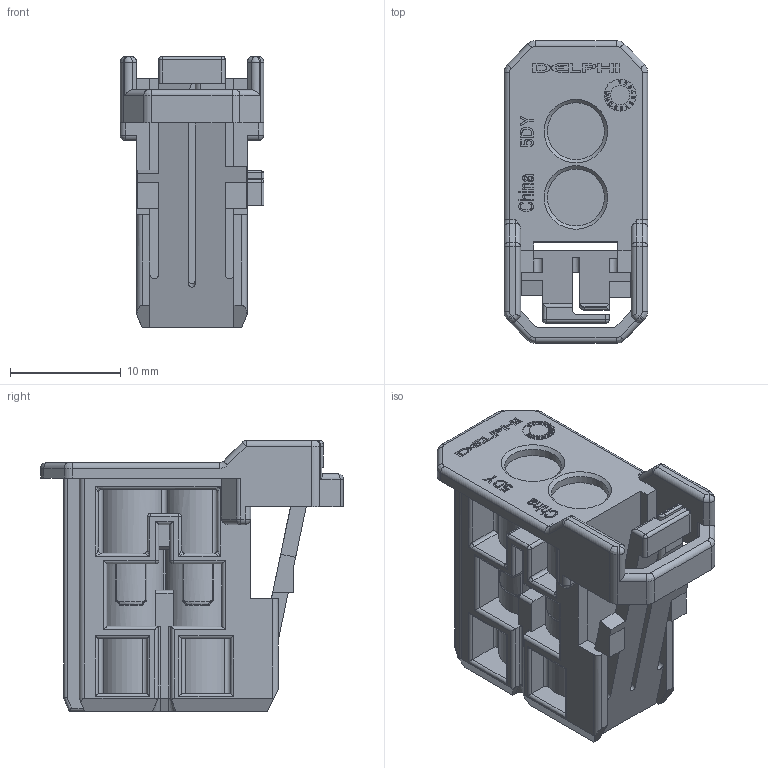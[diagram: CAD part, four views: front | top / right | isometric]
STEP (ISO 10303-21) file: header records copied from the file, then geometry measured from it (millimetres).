
FILE_DESCRIPTION(/* description */ (''),/* implementation_level */ '2;1');
FILE_NAME(/* name */ '13970280-ENV02_01-CONN.stp',/* time_stamp */ '2023-06-19T17:41:05+08:00',/* author */ (''),/* organization */ (''),/* preprocessor_version */ 'ST-DEVELOPER v16',/* originating_system */ 'SIEMENS PLM Software NX 11.0',/* authorisation */ '');
FILE_SCHEMA (('AUTOMOTIVE_DESIGN { 1 0 10303 214 3 1 1 1 }'));
Length unit declared in the file: millimetre
Products named in the file (1): 13970280-ENV02_01-CONN
Bounding box: 13.02 x 27.4 x 24.5 mm (x, y, z)
Volume: 3126 mm3; surface area: 3276.6 mm2
Topology: 1 solids, 1 shells, 1137 faces, 2983 edges, 1887 vertices
Faces by surface type: plane 589, cylinder 350, extrusion 86, bspline 42, sphere 34, torus 28, cone 8
Full cylindrical faces by diameter (mm): 1.75 x1, 2.08 x1, 2.881 x1, 4.4 x2, 5.15 x2
Entity records: 38047 total; most frequent: CARTESIAN_POINT 8390, ORIENTED_EDGE 5854, DIRECTION 5503, EDGE_CURVE 2927, VECTOR 1953, VERTEX_POINT 1880, LINE 1867, AXIS2_PLACEMENT_3D 1775
